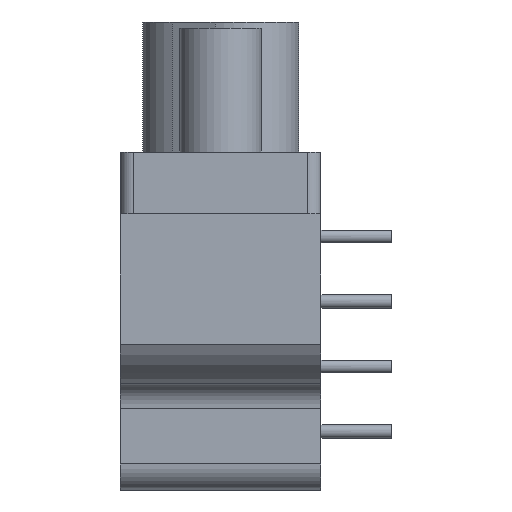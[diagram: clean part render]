
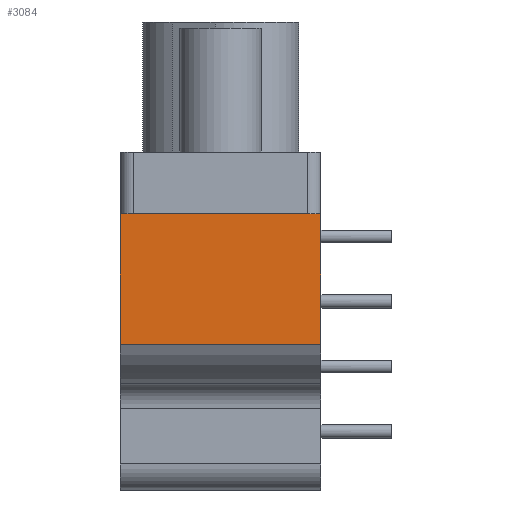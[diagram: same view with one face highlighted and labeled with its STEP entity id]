
A CAD part, left-side view. The second image highlights one B-rep face of the part: STEP entity #3084.
In plain terms, the highlighted planar face has unit normal (-1, 0, 0).
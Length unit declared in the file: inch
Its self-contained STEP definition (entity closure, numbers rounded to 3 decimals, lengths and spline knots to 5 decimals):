
#669=ORIENTED_EDGE('',*,*,#1256,.F.);
#670=ORIENTED_EDGE('',*,*,#1095,.F.);
#671=ORIENTED_EDGE('',*,*,#1257,.F.);
#672=ORIENTED_EDGE('',*,*,#1161,.F.);
#673=ORIENTED_EDGE('',*,*,#1258,.F.);
#674=ORIENTED_EDGE('',*,*,#1124,.T.);
#1095=EDGE_CURVE('',#1445,#1446,#1743,.T.);
#1124=EDGE_CURVE('',#1473,#1474,#1759,.T.);
#1161=EDGE_CURVE('',#1503,#1504,#1779,.T.);
#1256=EDGE_CURVE('',#1446,#1474,#1800,.F.);
#1257=EDGE_CURVE('',#1504,#1445,#1801,.T.);
#1258=EDGE_CURVE('',#1473,#1503,#1802,.T.);
#1445=VERTEX_POINT('',#4925);
#1446=VERTEX_POINT('',#4927);
#1473=VERTEX_POINT('',#4986);
#1474=VERTEX_POINT('',#4987);
#1503=VERTEX_POINT('',#5057);
#1504=VERTEX_POINT('',#5059);
#1743=LINE('',#4926,#1845);
#1759=LINE('',#4985,#1861);
#1779=LINE('',#5058,#1881);
#1800=LINE('',#5317,#1902);
#1801=LINE('',#5318,#1903);
#1802=LINE('',#5319,#1904);
#1845=VECTOR('',#3807,39.37008);
#1861=VECTOR('',#3855,39.37008);
#1881=VECTOR('',#3919,39.37008);
#1902=VECTOR('',#4258,39.37008);
#1903=VECTOR('',#4259,39.37008);
#1904=VECTOR('',#4260,39.37008);
#2114=EDGE_LOOP('',(#669,#670,#671,#672,#673,#674));
#2572=FACE_BOUND('',#2114,.T.);
#2911=PLANE('',#3489);
#3084=ADVANCED_FACE('',(#2572),#2911,.T.);
#3489=AXIS2_PLACEMENT_3D('',#5316,#4256,#4257);
#3807=DIRECTION('',(0.,0.,-1.));
#3855=DIRECTION('',(0.,0.,-1.));
#3919=DIRECTION('',(0.,-1.,0.));
#4256=DIRECTION('',(-1.,0.,0.));
#4257=DIRECTION('',(0.,0.,1.));
#4258=DIRECTION('',(0.,-1.,0.));
#4259=DIRECTION('',(0.,-1.,0.));
#4260=DIRECTION('',(0.,-1.,0.));
#4925=CARTESIAN_POINT('',(-0.6575,-0.154,-0.095));
#4926=CARTESIAN_POINT('',(-0.6575,-0.154,-0.095));
#4927=CARTESIAN_POINT('',(-0.6575,-0.154,-0.29583));
#4985=CARTESIAN_POINT('',(-0.6575,0.154,-0.095));
#4986=CARTESIAN_POINT('',(-0.6575,0.154,-0.095));
#4987=CARTESIAN_POINT('',(-0.6575,0.154,-0.29583));
#5057=CARTESIAN_POINT('',(-0.6575,0.15132,-0.095));
#5058=CARTESIAN_POINT('',(-0.6575,0.154,-0.095));
#5059=CARTESIAN_POINT('',(-0.6575,-0.15132,-0.095));
#5316=CARTESIAN_POINT('',(-0.6575,0.154,-0.095));
#5317=CARTESIAN_POINT('',(-0.6575,0.154,-0.29583));
#5318=CARTESIAN_POINT('',(-0.6575,0.154,-0.095));
#5319=CARTESIAN_POINT('',(-0.6575,0.154,-0.095));
